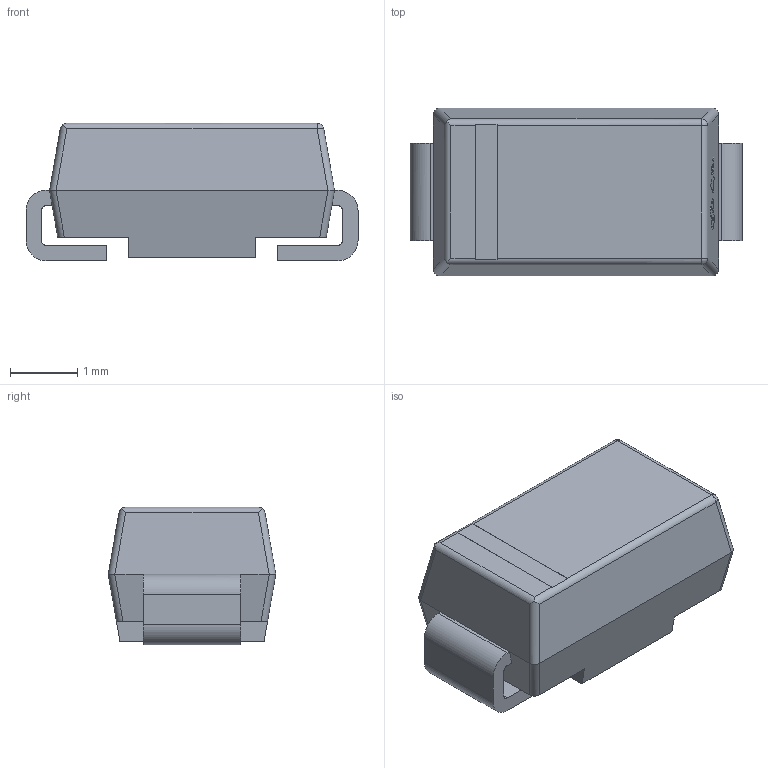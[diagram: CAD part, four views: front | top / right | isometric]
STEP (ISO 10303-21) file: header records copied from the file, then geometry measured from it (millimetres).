
FILE_DESCRIPTION (( 'STEP AP214' ), '1' );
FILE_NAME ('SMA_L4.3-W2.5-LS5.0-RD.STEP', '2023-05-11T09:09:02', ( '' ), ( '' ), 'SwSTEP 2.0', 'SolidWorks 2019', '' );
FILE_SCHEMA (( 'AUTOMOTIVE_DESIGN' ));
Length unit declared in the file: millimetre
Products named in the file (4): SMA_L4.3-W2.5-LS5.0-RD; SMA_L4.3-W2.5-LS5.0-RD_1; COMPOUND_2; D1
Assembly tree (3 placements, depth 4):
  SMA_L4.3-W2.5-LS5.0-RD
    D1
      SMA_L4.3-W2.5-LS5.0-RD_1
        COMPOUND_2
Bounding box: 4.95 x 2.5 x 2.05 mm (x, y, z)
Volume: 18.9 mm3; surface area: 54.9 mm2
Topology: 14 solids, 14 shells, 324 faces, 862 edges, 573 vertices
Faces by surface type: plane 207, bspline 95, cylinder 20, sphere 2
Entity records: 15700 total; most frequent: CARTESIAN_POINT 4769, ORIENTED_EDGE 1724, DIRECTION 1006, EDGE_CURVE 862, VERTEX_POINT 573, LINE 508, VECTOR 508, UNCERTAINTY_MEASURE_WITH_UNIT 343
